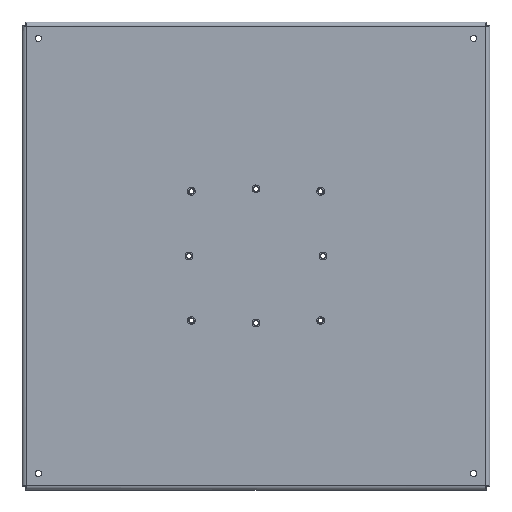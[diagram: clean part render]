
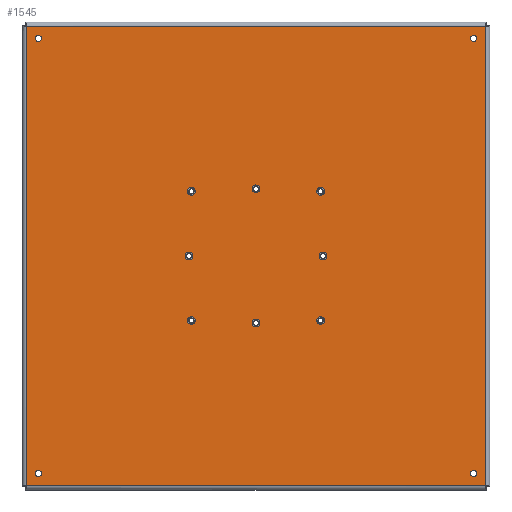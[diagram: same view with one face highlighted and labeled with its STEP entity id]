
A CAD part, top view. The second image highlights one B-rep face of the part: STEP entity #1545.
In plain terms, the highlighted planar face has unit normal (0, 0, 1).
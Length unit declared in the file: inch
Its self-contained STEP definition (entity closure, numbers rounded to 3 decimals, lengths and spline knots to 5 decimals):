
#118=FACE_BOUND('',#416,.T.);
#119=FACE_BOUND('',#417,.T.);
#120=FACE_BOUND('',#418,.T.);
#121=FACE_BOUND('',#419,.T.);
#122=FACE_BOUND('',#420,.T.);
#123=FACE_BOUND('',#421,.T.);
#124=FACE_BOUND('',#422,.T.);
#125=FACE_BOUND('',#423,.T.);
#126=FACE_BOUND('',#424,.T.);
#127=FACE_BOUND('',#425,.T.);
#128=FACE_BOUND('',#426,.T.);
#129=FACE_BOUND('',#427,.T.);
#172=CIRCLE('',#1638,0.15625);
#173=CIRCLE('',#1639,0.15625);
#174=CIRCLE('',#1640,0.15625);
#175=CIRCLE('',#1641,0.15625);
#176=CIRCLE('',#1642,0.20313);
#177=CIRCLE('',#1643,0.20313);
#178=CIRCLE('',#1644,0.20313);
#179=CIRCLE('',#1645,0.20313);
#180=CIRCLE('',#1646,0.20313);
#181=CIRCLE('',#1647,0.20313);
#182=CIRCLE('',#1648,0.20313);
#183=CIRCLE('',#1649,0.20313);
#259=PLANE('',#1637);
#320=FACE_OUTER_BOUND('',#415,.T.);
#415=EDGE_LOOP('',(#1191,#1192,#1193,#1194));
#416=EDGE_LOOP('',(#1195));
#417=EDGE_LOOP('',(#1196));
#418=EDGE_LOOP('',(#1197));
#419=EDGE_LOOP('',(#1198));
#420=EDGE_LOOP('',(#1199));
#421=EDGE_LOOP('',(#1200));
#422=EDGE_LOOP('',(#1201));
#423=EDGE_LOOP('',(#1202));
#424=EDGE_LOOP('',(#1203));
#425=EDGE_LOOP('',(#1204));
#426=EDGE_LOOP('',(#1205));
#427=EDGE_LOOP('',(#1206));
#549=LINE('',#2222,#639);
#565=LINE('',#2344,#655);
#580=LINE('',#2464,#670);
#595=LINE('',#2583,#685);
#639=VECTOR('',#1782,23.5615);
#655=VECTOR('',#1812,23.5615);
#670=VECTOR('',#1841,23.5615);
#685=VECTOR('',#1870,23.5615);
#730=VERTEX_POINT('',#2210);
#731=VERTEX_POINT('',#2221);
#742=VERTEX_POINT('',#2333);
#752=VERTEX_POINT('',#2463);
#768=VERTEX_POINT('',#2687);
#769=VERTEX_POINT('',#2689);
#770=VERTEX_POINT('',#2691);
#771=VERTEX_POINT('',#2693);
#772=VERTEX_POINT('',#2695);
#773=VERTEX_POINT('',#2697);
#774=VERTEX_POINT('',#2699);
#775=VERTEX_POINT('',#2701);
#776=VERTEX_POINT('',#2703);
#777=VERTEX_POINT('',#2705);
#778=VERTEX_POINT('',#2707);
#779=VERTEX_POINT('',#2709);
#859=EDGE_CURVE('',#731,#730,#549,.T.);
#879=EDGE_CURVE('',#730,#742,#565,.T.);
#898=EDGE_CURVE('',#752,#731,#580,.T.);
#917=EDGE_CURVE('',#742,#752,#595,.T.);
#933=EDGE_CURVE('',#768,#768,#172,.T.);
#934=EDGE_CURVE('',#769,#769,#173,.T.);
#935=EDGE_CURVE('',#770,#770,#174,.T.);
#936=EDGE_CURVE('',#771,#771,#175,.T.);
#937=EDGE_CURVE('',#772,#772,#176,.T.);
#938=EDGE_CURVE('',#773,#773,#177,.T.);
#939=EDGE_CURVE('',#774,#774,#178,.T.);
#940=EDGE_CURVE('',#775,#775,#179,.T.);
#941=EDGE_CURVE('',#776,#776,#180,.T.);
#942=EDGE_CURVE('',#777,#777,#181,.T.);
#943=EDGE_CURVE('',#778,#778,#182,.T.);
#944=EDGE_CURVE('',#779,#779,#183,.T.);
#1191=ORIENTED_EDGE('',*,*,#859,.T.);
#1192=ORIENTED_EDGE('',*,*,#879,.T.);
#1193=ORIENTED_EDGE('',*,*,#917,.T.);
#1194=ORIENTED_EDGE('',*,*,#898,.T.);
#1195=ORIENTED_EDGE('',*,*,#933,.T.);
#1196=ORIENTED_EDGE('',*,*,#934,.T.);
#1197=ORIENTED_EDGE('',*,*,#935,.T.);
#1198=ORIENTED_EDGE('',*,*,#936,.T.);
#1199=ORIENTED_EDGE('',*,*,#937,.T.);
#1200=ORIENTED_EDGE('',*,*,#938,.T.);
#1201=ORIENTED_EDGE('',*,*,#939,.T.);
#1202=ORIENTED_EDGE('',*,*,#940,.T.);
#1203=ORIENTED_EDGE('',*,*,#941,.T.);
#1204=ORIENTED_EDGE('',*,*,#942,.T.);
#1205=ORIENTED_EDGE('',*,*,#943,.T.);
#1206=ORIENTED_EDGE('',*,*,#944,.T.);
#1545=ADVANCED_FACE('',(#320,#118,#119,#120,#121,#122,#123,#124,#125,#126,
#127,#128,#129),#259,.T.);
#1637=AXIS2_PLACEMENT_3D('',#2686,#1895,#1896);
#1638=AXIS2_PLACEMENT_3D('',#2688,#1897,#1898);
#1639=AXIS2_PLACEMENT_3D('',#2690,#1899,#1900);
#1640=AXIS2_PLACEMENT_3D('',#2692,#1901,#1902);
#1641=AXIS2_PLACEMENT_3D('',#2694,#1903,#1904);
#1642=AXIS2_PLACEMENT_3D('',#2696,#1905,#1906);
#1643=AXIS2_PLACEMENT_3D('',#2698,#1907,#1908);
#1644=AXIS2_PLACEMENT_3D('',#2700,#1909,#1910);
#1645=AXIS2_PLACEMENT_3D('',#2702,#1911,#1912);
#1646=AXIS2_PLACEMENT_3D('',#2704,#1913,#1914);
#1647=AXIS2_PLACEMENT_3D('',#2706,#1915,#1916);
#1648=AXIS2_PLACEMENT_3D('',#2708,#1917,#1918);
#1649=AXIS2_PLACEMENT_3D('',#2710,#1919,#1920);
#1782=DIRECTION('',(1.,0.,0.));
#1812=DIRECTION('',(0.,1.,0.));
#1841=DIRECTION('',(0.,-1.,0.));
#1870=DIRECTION('',(-1.,0.,0.));
#1895=DIRECTION('center_axis',(0.,0.,1.));
#1896=DIRECTION('ref_axis',(1.,0.,0.));
#1897=DIRECTION('center_axis',(0.,0.,-1.));
#1898=DIRECTION('ref_axis',(-1.,0.,0.));
#1899=DIRECTION('center_axis',(0.,0.,-1.));
#1900=DIRECTION('ref_axis',(-1.,0.,0.));
#1901=DIRECTION('center_axis',(0.,0.,-1.));
#1902=DIRECTION('ref_axis',(-1.,0.,0.));
#1903=DIRECTION('center_axis',(0.,0.,-1.));
#1904=DIRECTION('ref_axis',(-1.,0.,0.));
#1905=DIRECTION('center_axis',(0.,0.,-1.));
#1906=DIRECTION('ref_axis',(-1.,0.,0.));
#1907=DIRECTION('center_axis',(0.,0.,-1.));
#1908=DIRECTION('ref_axis',(-1.,0.,0.));
#1909=DIRECTION('center_axis',(0.,0.,-1.));
#1910=DIRECTION('ref_axis',(-1.,0.,0.));
#1911=DIRECTION('center_axis',(0.,0.,-1.));
#1912=DIRECTION('ref_axis',(-1.,0.,0.));
#1913=DIRECTION('center_axis',(0.,0.,-1.));
#1914=DIRECTION('ref_axis',(-1.,0.,0.));
#1915=DIRECTION('center_axis',(0.,0.,-1.));
#1916=DIRECTION('ref_axis',(-1.,0.,0.));
#1917=DIRECTION('center_axis',(0.,0.,-1.));
#1918=DIRECTION('ref_axis',(-1.,0.,0.));
#1919=DIRECTION('center_axis',(0.,0.,-1.));
#1920=DIRECTION('ref_axis',(-1.,0.,0.));
#2210=CARTESIAN_POINT('',(11.78075,-11.78075,0.188));
#2221=CARTESIAN_POINT('',(-11.78075,-11.78075,0.188));
#2222=CARTESIAN_POINT('',(-5.89038,-11.78075,0.188));
#2333=CARTESIAN_POINT('',(11.78075,11.78075,0.188));
#2344=CARTESIAN_POINT('',(11.78075,-5.89038,0.188));
#2463=CARTESIAN_POINT('',(-11.78075,11.78075,0.188));
#2464=CARTESIAN_POINT('',(-11.78075,5.89038,0.188));
#2583=CARTESIAN_POINT('',(5.89038,11.78075,0.188));
#2686=CARTESIAN_POINT('Origin',(0.,0.,
0.188));
#2687=CARTESIAN_POINT('',(11.3125,11.15625,0.188));
#2688=CARTESIAN_POINT('Origin',(11.15625,11.15625,0.188));
#2689=CARTESIAN_POINT('',(-11.,11.15625,0.188));
#2690=CARTESIAN_POINT('Origin',(-11.15625,11.15625,0.188));
#2691=CARTESIAN_POINT('',(-11.,-11.15625,0.188));
#2692=CARTESIAN_POINT('Origin',(-11.15625,-11.15625,0.188));
#2693=CARTESIAN_POINT('',(11.3125,-11.15625,0.188));
#2694=CARTESIAN_POINT('Origin',(11.15625,-11.15625,0.188));
#2695=CARTESIAN_POINT('',(-3.10938,3.3125,0.188));
#2696=CARTESIAN_POINT('Origin',(-3.3125,3.3125,0.188));
#2697=CARTESIAN_POINT('',(3.51563,3.3125,0.188));
#2698=CARTESIAN_POINT('Origin',(3.3125,3.3125,0.188));
#2699=CARTESIAN_POINT('',(-3.10938,-3.3125,0.188));
#2700=CARTESIAN_POINT('Origin',(-3.3125,-3.3125,0.188));
#2701=CARTESIAN_POINT('',(3.51563,-3.3125,0.188));
#2702=CARTESIAN_POINT('Origin',(3.3125,-3.3125,0.188));
#2703=CARTESIAN_POINT('',(0.20313,3.4375,0.188));
#2704=CARTESIAN_POINT('Origin',(0.,3.4375,0.188));
#2705=CARTESIAN_POINT('',(3.64063,0.,0.188));
#2706=CARTESIAN_POINT('Origin',(3.4375,0.,0.188));
#2707=CARTESIAN_POINT('',(0.20313,-3.4375,0.188));
#2708=CARTESIAN_POINT('Origin',(0.,-3.4375,0.188));
#2709=CARTESIAN_POINT('',(-3.23438,0.,0.188));
#2710=CARTESIAN_POINT('Origin',(-3.4375,0.,0.188));
